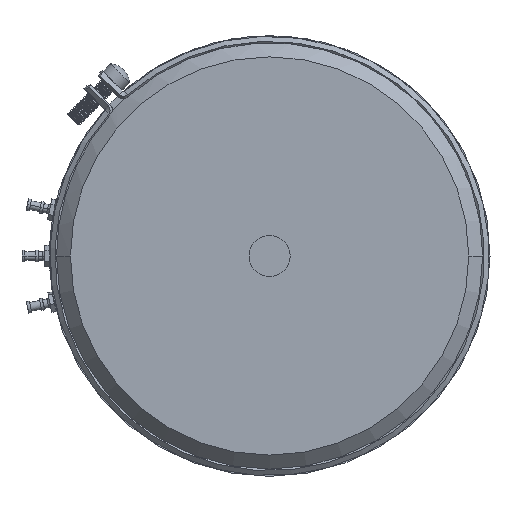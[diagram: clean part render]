
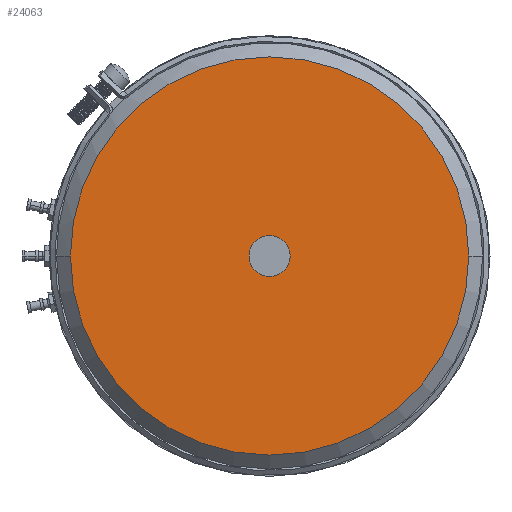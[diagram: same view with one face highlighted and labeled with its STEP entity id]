
A CAD part, left-side view. The second image highlights one B-rep face of the part: STEP entity #24063.
In plain terms, the highlighted planar face has unit normal (-1, 0, 0).
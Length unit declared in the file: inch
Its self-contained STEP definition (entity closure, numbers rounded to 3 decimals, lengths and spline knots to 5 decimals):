
#8673=CARTESIAN_POINT('',(-0.17,0.,0.));
#8674=DIRECTION('',(1.,0.,0.));
#8675=DIRECTION('',(0.,1.,0.));
#8676=AXIS2_PLACEMENT_3D('',#8673,#8674,#8675);
#8678=CARTESIAN_POINT('',(-0.17,0.,0.));
#8679=DIRECTION('',(1.,0.,0.));
#8680=DIRECTION('',(0.,-1.,0.));
#8681=AXIS2_PLACEMENT_3D('',#8678,#8679,#8680);
#8683=CARTESIAN_POINT('',(-0.17,0.,0.));
#8684=DIRECTION('',(-1.,0.,0.));
#8685=DIRECTION('',(0.,1.,0.));
#8686=AXIS2_PLACEMENT_3D('',#8683,#8684,#8685);
#8688=CARTESIAN_POINT('',(-0.17,0.,0.));
#8689=DIRECTION('',(-1.,0.,0.));
#8690=DIRECTION('',(0.,-1.,0.));
#8691=AXIS2_PLACEMENT_3D('',#8688,#8689,#8690);
#16129=CARTESIAN_POINT('',(-0.17,1.3555,0.));
#16130=CARTESIAN_POINT('',(-0.17,-1.3555,0.));
#16131=VERTEX_POINT('',#16129);
#16132=VERTEX_POINT('',#16130);
#16137=CARTESIAN_POINT('',(-0.17,0.14,0.));
#16138=CARTESIAN_POINT('',(-0.17,-0.14,0.));
#16139=VERTEX_POINT('',#16137);
#16140=VERTEX_POINT('',#16138);
#24048=CARTESIAN_POINT('',(-0.17,0.,0.));
#24049=DIRECTION('',(1.,0.,0.));
#24050=DIRECTION('',(0.,-1.,0.));
#24051=AXIS2_PLACEMENT_3D('',#24048,#24049,#24050);
#24052=PLANE('',#24051);
#24053=ORIENTED_EDGE('',*,*,#24007,.T.);
#24054=ORIENTED_EDGE('',*,*,#24042,.T.);
#24055=EDGE_LOOP('',(#24053,#24054));
#24056=FACE_OUTER_BOUND('',#24055,.F.);
#24058=ORIENTED_EDGE('',*,*,#24057,.T.);
#24060=ORIENTED_EDGE('',*,*,#24059,.T.);
#24061=EDGE_LOOP('',(#24058,#24060));
#24062=FACE_BOUND('',#24061,.F.);
#24063=ADVANCED_FACE('',(#24056,#24062),#24052,.F.);
#8677=CIRCLE('',#8676,1.3555);
#8682=CIRCLE('',#8681,1.3555);
#8687=CIRCLE('',#8686,0.14);
#8692=CIRCLE('',#8691,0.14);
#24007=EDGE_CURVE('',#16131,#16132,#8677,.T.);
#24042=EDGE_CURVE('',#16132,#16131,#8682,.T.);
#24057=EDGE_CURVE('',#16139,#16140,#8687,.T.);
#24059=EDGE_CURVE('',#16140,#16139,#8692,.T.);
